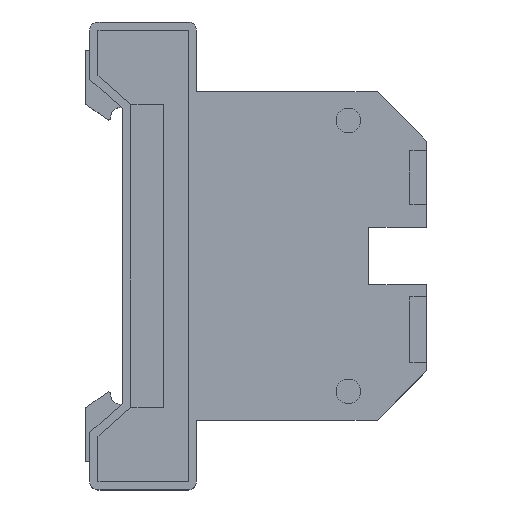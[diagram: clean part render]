
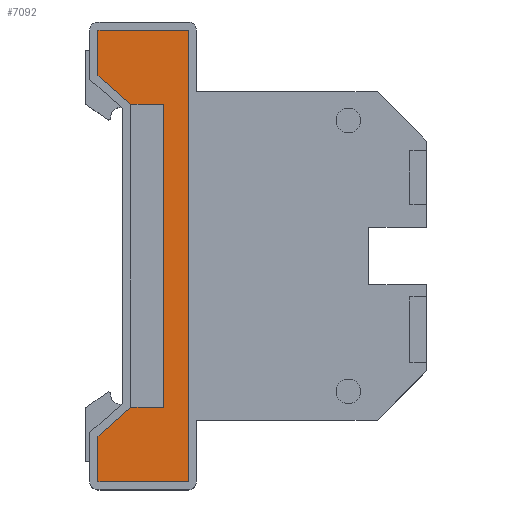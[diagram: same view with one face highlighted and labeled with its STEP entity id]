
A CAD part, top view. The second image highlights one B-rep face of the part: STEP entity #7092.
In plain terms, the highlighted planar face has unit normal (0, 0, 1).
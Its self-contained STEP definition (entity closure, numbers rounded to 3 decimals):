
#9 = ORIENTED_EDGE ( 'NONE', *, *, #7309, .T. ) ;
#14 = DIRECTION ( 'NONE',  ( 1., 0., 0. ) ) ;
#70 = ORIENTED_EDGE ( 'NONE', *, *, #6658, .F. ) ;
#131 = EDGE_CURVE ( 'NONE', #7227, #6444, #5642, .T. ) ;
#144 = VECTOR ( 'NONE', #7961, 1000. ) ;
#267 = AXIS2_PLACEMENT_3D ( 'NONE', #2368, #852, #8465 ) ;
#318 = EDGE_CURVE ( 'NONE', #7227, #1208, #4430, .T. ) ;
#329 = CARTESIAN_POINT ( 'NONE',  ( -40., -27.5, 9.5 ) ) ;
#442 = ORIENTED_EDGE ( 'NONE', *, *, #4752, .T. ) ;
#458 = EDGE_CURVE ( 'NONE', #9053, #8018, #7305, .T. ) ;
#523 = CARTESIAN_POINT ( 'NONE',  ( -36., 18.454, 9.5 ) ) ;
#578 = ORIENTED_EDGE ( 'NONE', *, *, #131, .T. ) ;
#852 = DIRECTION ( 'NONE',  ( 0., 0., 1. ) ) ;
#1208 = VERTEX_POINT ( 'NONE', #5821 ) ;
#1266 = FACE_OUTER_BOUND ( 'NONE', #6165, .T. ) ;
#1326 = EDGE_CURVE ( 'NONE', #8018, #3522, #9516, .T. ) ;
#1523 = CARTESIAN_POINT ( 'NONE',  ( -32., 18.454, 9.5 ) ) ;
#1530 = LINE ( 'NONE', #2530, #5635 ) ;
#1580 = VERTEX_POINT ( 'NONE', #329 ) ;
#1636 = EDGE_CURVE ( 'NONE', #6444, #1580, #1530, .T. ) ;
#1706 = VECTOR ( 'NONE', #3669, 1000. ) ;
#1874 = ORIENTED_EDGE ( 'NONE', *, *, #8155, .F. ) ;
#2210 = ORIENTED_EDGE ( 'NONE', *, *, #318, .F. ) ;
#2368 = CARTESIAN_POINT ( 'NONE',  ( -40., 27.5, 9.5 ) ) ;
#2530 = CARTESIAN_POINT ( 'NONE',  ( -40., -21.954, 9.5 ) ) ;
#2975 = CARTESIAN_POINT ( 'NONE',  ( -29., 27.5, 9.5 ) ) ;
#3128 = PLANE ( 'NONE',  #267 ) ;
#3370 = EDGE_CURVE ( 'NONE', #3522, #3987, #3627, .T. ) ;
#3381 = CARTESIAN_POINT ( 'NONE',  ( -32., 18.454, 9.5 ) ) ;
#3522 = VERTEX_POINT ( 'NONE', #8962 ) ;
#3575 = VECTOR ( 'NONE', #7758, 1000. ) ;
#3627 = LINE ( 'NONE', #6904, #7476 ) ;
#3669 = DIRECTION ( 'NONE',  ( -1., 0., 0. ) ) ;
#3987 = VERTEX_POINT ( 'NONE', #523 ) ;
#4354 = CARTESIAN_POINT ( 'NONE',  ( -40., 27.5, 9.5 ) ) ;
#4389 = VECTOR ( 'NONE', #6055, 1000. ) ;
#4429 = CARTESIAN_POINT ( 'NONE',  ( -36., -18.454, 9.5 ) ) ;
#4430 = LINE ( 'NONE', #5371, #4682 ) ;
#4682 = VECTOR ( 'NONE', #14, 1000. ) ;
#4752 = EDGE_CURVE ( 'NONE', #1580, #7756, #6431, .T. ) ;
#5232 = LINE ( 'NONE', #9803, #9467 ) ;
#5279 = VECTOR ( 'NONE', #9075, 1000. ) ;
#5316 = DIRECTION ( 'NONE',  ( 0., 1., 0. ) ) ;
#5330 = CARTESIAN_POINT ( 'NONE',  ( -40., -21.954, 9.5 ) ) ;
#5371 = CARTESIAN_POINT ( 'NONE',  ( -36., -18.454, 9.5 ) ) ;
#5523 = VECTOR ( 'NONE', #8412, 1000. ) ;
#5635 = VECTOR ( 'NONE', #7885, 1000. ) ;
#5642 = LINE ( 'NONE', #9295, #3575 ) ;
#5821 = CARTESIAN_POINT ( 'NONE',  ( -32., -18.454, 9.5 ) ) ;
#6055 = DIRECTION ( 'NONE',  ( 1., 0., 0. ) ) ;
#6165 = EDGE_LOOP ( 'NONE', ( #2210, #578, #9063, #442, #9, #7436, #8073, #9725, #1874, #70 ) ) ;
#6248 = LINE ( 'NONE', #3381, #144 ) ;
#6431 = LINE ( 'NONE', #9070, #4389 ) ;
#6444 = VERTEX_POINT ( 'NONE', #5330 ) ;
#6658 = EDGE_CURVE ( 'NONE', #1208, #8366, #6248, .T. ) ;
#6904 = CARTESIAN_POINT ( 'NONE',  ( -40., 21.954, 9.5 ) ) ;
#6930 = CARTESIAN_POINT ( 'NONE',  ( -40., 27.5, 9.5 ) ) ;
#7092 = ADVANCED_FACE ( 'NONE', ( #1266 ), #3128, .T. ) ;
#7227 = VERTEX_POINT ( 'NONE', #4429 ) ;
#7305 = LINE ( 'NONE', #2975, #5279 ) ;
#7309 = EDGE_CURVE ( 'NONE', #7756, #9053, #5232, .T. ) ;
#7436 = ORIENTED_EDGE ( 'NONE', *, *, #458, .T. ) ;
#7476 = VECTOR ( 'NONE', #8385, 1000. ) ;
#7731 = CARTESIAN_POINT ( 'NONE',  ( -29., 27.5, 9.5 ) ) ;
#7756 = VERTEX_POINT ( 'NONE', #9576 ) ;
#7758 = DIRECTION ( 'NONE',  ( -0.753, -0.659, 0. ) ) ;
#7885 = DIRECTION ( 'NONE',  ( 0., -1., 0. ) ) ;
#7961 = DIRECTION ( 'NONE',  ( 0., 1., 0. ) ) ;
#8018 = VERTEX_POINT ( 'NONE', #4354 ) ;
#8073 = ORIENTED_EDGE ( 'NONE', *, *, #1326, .T. ) ;
#8155 = EDGE_CURVE ( 'NONE', #8366, #3987, #9802, .T. ) ;
#8366 = VERTEX_POINT ( 'NONE', #1523 ) ;
#8385 = DIRECTION ( 'NONE',  ( 0.753, -0.659, 0. ) ) ;
#8412 = DIRECTION ( 'NONE',  ( 0., -1., 0. ) ) ;
#8465 = DIRECTION ( 'NONE',  ( 1., 0., 0. ) ) ;
#8962 = CARTESIAN_POINT ( 'NONE',  ( -40., 21.954, 9.5 ) ) ;
#8983 = CARTESIAN_POINT ( 'NONE',  ( -36., 18.454, 9.5 ) ) ;
#9053 = VERTEX_POINT ( 'NONE', #7731 ) ;
#9063 = ORIENTED_EDGE ( 'NONE', *, *, #1636, .T. ) ;
#9070 = CARTESIAN_POINT ( 'NONE',  ( -40., -27.5, 9.5 ) ) ;
#9075 = DIRECTION ( 'NONE',  ( -1., 0., 0. ) ) ;
#9295 = CARTESIAN_POINT ( 'NONE',  ( -36., -18.454, 9.5 ) ) ;
#9467 = VECTOR ( 'NONE', #5316, 1000. ) ;
#9516 = LINE ( 'NONE', #6930, #5523 ) ;
#9576 = CARTESIAN_POINT ( 'NONE',  ( -29., -27.5, 9.5 ) ) ;
#9725 = ORIENTED_EDGE ( 'NONE', *, *, #3370, .T. ) ;
#9802 = LINE ( 'NONE', #8983, #1706 ) ;
#9803 = CARTESIAN_POINT ( 'NONE',  ( -29., -27.5, 9.5 ) ) ;
